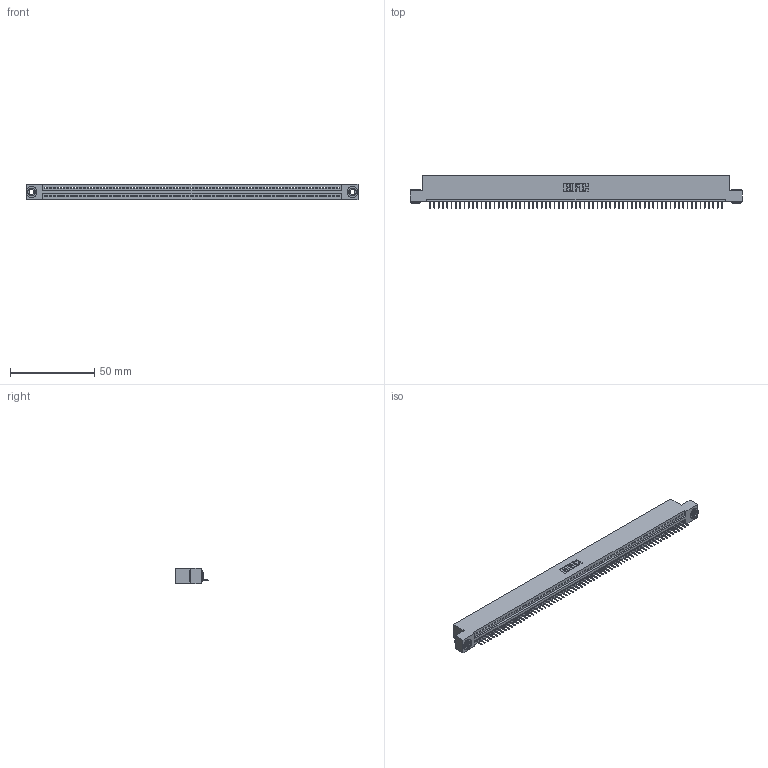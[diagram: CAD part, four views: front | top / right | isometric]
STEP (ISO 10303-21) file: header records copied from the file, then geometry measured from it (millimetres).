
FILE_DESCRIPTION (( 'STEP AP203' ), '1' );
FILE_NAME ('395-069-524-103.STEP', '2019-10-25T20:29:12', ( '' ), ( '' ), 'SwSTEP 2.0', 'SolidWorks 2016', '' );
FILE_SCHEMA (( 'CONFIG_CONTROL_DESIGN' ));
Length unit declared in the file: inch
Products named in the file (4): 345-250-002_345-250-002-102; 345 Part_Flush Mounting Lugs - 0.156 Dia-TH; 345-292-001_345-293-124; 395-069-524-103
Assembly tree (72 placements, depth 2):
  395-069-524-103
    345 Part_Flush Mounting Lugs - 0.156 Dia-TH
    345-292-001_345-293-124  x69
    345-250-002_345-250-002-102  x2
Bounding box: 196.47 x 19.35 x 9.4 mm (x, y, z)
Volume: 18628.8 mm3; surface area: 24466 mm2
Topology: 72 solids, 72 shells, 4442 faces, 12837 edges, 8278 vertices
Faces by surface type: plane 3264, cylinder 1170, cone 8
Entity records: 49020 total; most frequent: CARTESIAN_POINT 8466, ORIENTED_EDGE 8462, DIRECTION 7387, EDGE_CURVE 4231, VECTOR 3803, LINE 3803, VERTEX_POINT 2814, AXIS2_PLACEMENT_3D 1792
